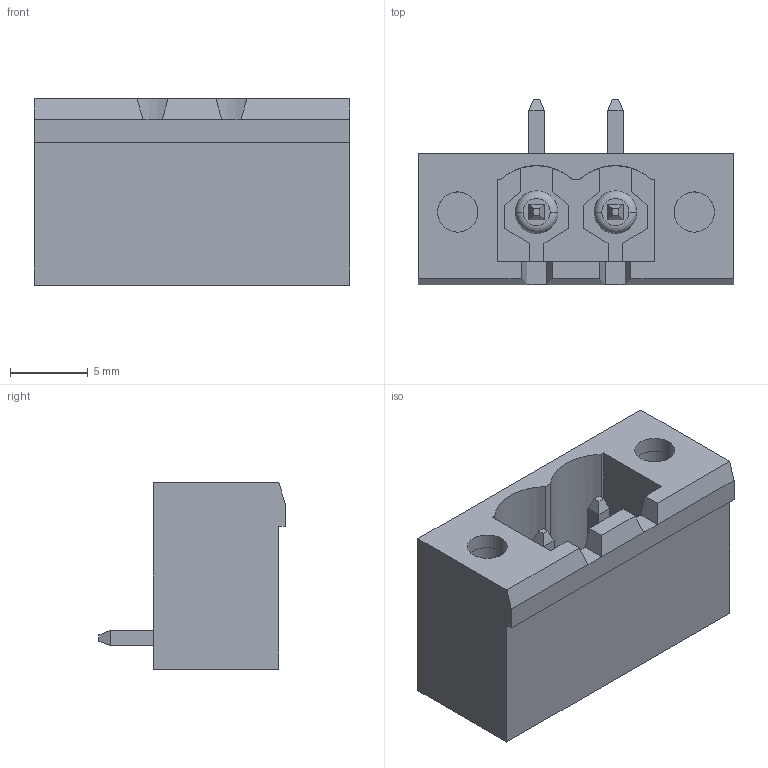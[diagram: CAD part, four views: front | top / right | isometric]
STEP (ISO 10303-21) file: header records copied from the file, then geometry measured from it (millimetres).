
FILE_DESCRIPTION(('STEP AP242'),'1');
FILE_NAME('691317510002.stp','2022-07-24T11:49:01',('TraceParts'),('TraceParts S.A.'),'Spatial InterOp 3D',' ',' ');
FILE_SCHEMA(('AP242_MANAGED_MODEL_BASED_3D_ENGINEERING_MIM_LF {1 0 10303 442 1 1 4}'));
Length unit declared in the file: millimetre
Products named in the file (1): 691317510002_1
Bounding box: 20.32 x 12 x 12 mm (x, y, z)
Volume: 1006.8 mm3; surface area: 2760.9 mm2
Topology: 5 solids, 5 shells, 191 faces, 499 edges, 326 vertices
Faces by surface type: plane 163, cylinder 16, torus 12
Entity records: 7961 total; most frequent: CARTESIAN_POINT 1693, ORIENTED_EDGE 998, DIRECTION 923, EDGE_CURVE 499, LINE 403, VECTOR 403, VERTEX_POINT 326, AXIS2_PLACEMENT_3D 260
